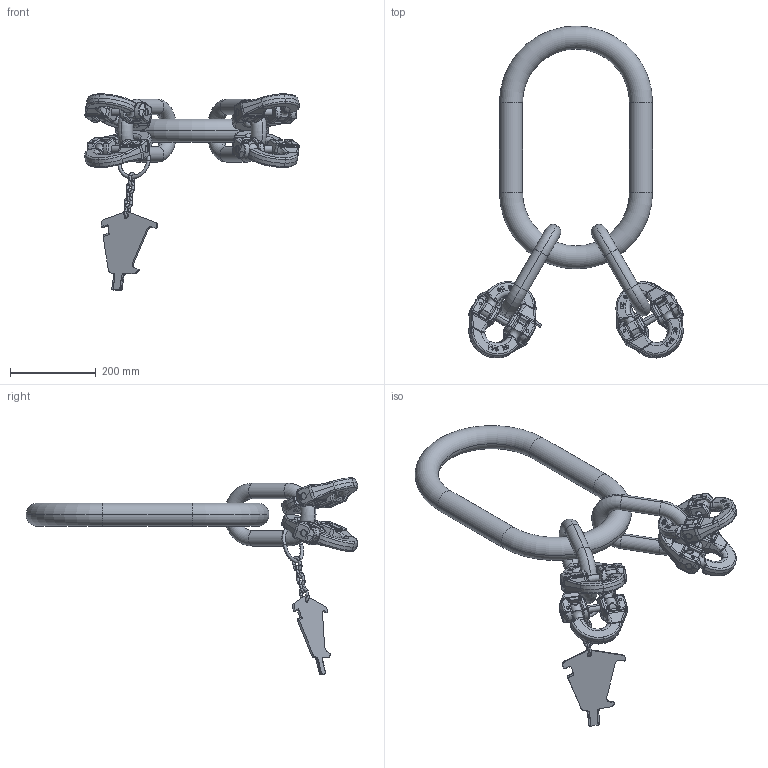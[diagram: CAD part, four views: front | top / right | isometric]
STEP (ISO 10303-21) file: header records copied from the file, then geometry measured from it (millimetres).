
FILE_DESCRIPTION((''),'2;1');
FILE_NAME('001-M32165-P-1_ASM','2015-02-26T',('Roland.Jakubetz'),(''),'PRO/ENGINEER BY PARAMETRIC TECHNOLOGY CORPORATION, 2010140','PRO/ENGINEER BY PARAMETRIC TECHNOLOGY CORPORATION, 2010140','');
FILE_SCHEMA(('CONFIG_CONTROL_DESIGN'));
Length unit declared in the file: millimetre
Products named in the file (22): 001-M31312-P-4; 001-M32165-P-10; 001-M31128-V04; 001-M31560-P-1; 001-M31129-P-2; 001-M31182-001; 001-M31182-003_ASM; 001-M31560-P-1_ASM; 001-M32165-P-10_ASM; 001-M34288-P-1; 001-M34288-P-2_ASM; 001-M31128-V04_AF0; 001-M31560-P-1_AF1; 001-M31129-P-2_AF0; 001-M31182-001_AF2; 001-M31182-001_AF1; 001-M31182-001_AF0; 001-M31182-003_AF0_ASM; 001-M31129-P-2_AF1; 001-M31560-P-1_AF0_ASM; 001-M32165-P-10_AF0_ASM; 001-M32165-P-1_ASM
Assembly tree (28 placements, depth 5):
  001-M32165-P-1_ASM
    001-M31312-P-4
    001-M32165-P-10_ASM
      001-M32165-P-10
      001-M31128-V04
      001-M31560-P-1_ASM
        001-M31560-P-1
        001-M31129-P-2  x2
        001-M31182-003_ASM
          001-M31182-001  x3
    001-M34288-P-2_ASM  x4
      001-M34288-P-1
    001-M32165-P-10_AF0_ASM
      001-M32165-P-10
      001-M31128-V04_AF0
      001-M31560-P-1_AF0_ASM
        001-M31560-P-1_AF1
        001-M31129-P-2_AF0
        001-M31182-003_AF0_ASM
          001-M31182-001_AF2
          001-M31182-001_AF1
          001-M31182-001_AF0
        001-M31129-P-2_AF1
Bounding box: 501.19 x 776.05 x 459.06 mm (x, y, z)
Volume: 6175229.5 mm3; surface area: 672423.2 mm2
Topology: 14 solids, 14 shells, 2761 faces, 7115 edges, 4416 vertices
Faces by surface type: plane 1438, bspline 520, cylinder 495, torus 196, cone 112
Entity records: 32081 total; most frequent: CARTESIAN_POINT 13902, ORIENTED_EDGE 3902, DIRECTION 3481, EDGE_CURVE 1951, VECTOR 1213, LINE 1213, VERTEX_POINT 1212, AXIS2_PLACEMENT_3D 1134
